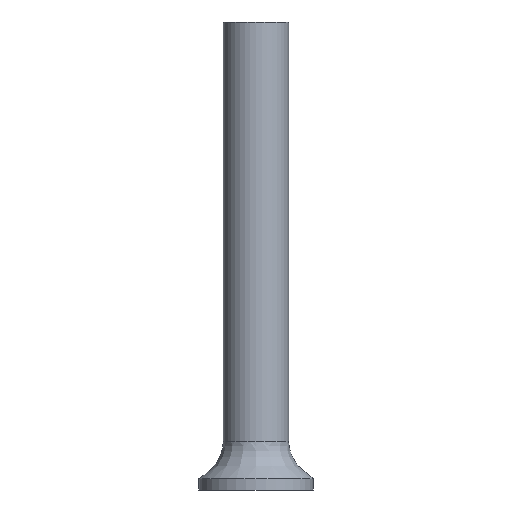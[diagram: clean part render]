
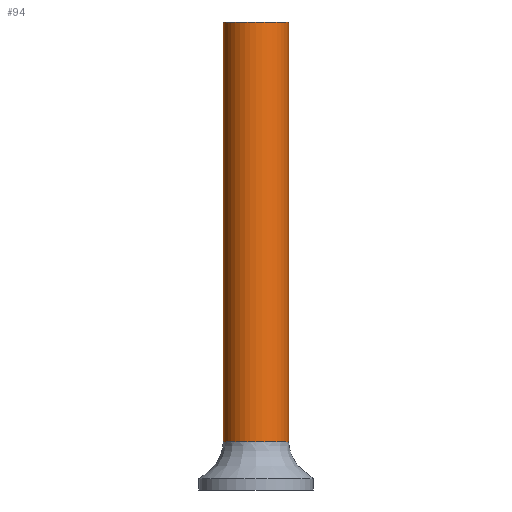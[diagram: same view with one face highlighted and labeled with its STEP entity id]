
A CAD part, front view. The second image highlights one B-rep face of the part: STEP entity #94.
In plain terms, the highlighted cylindrical face has radius 107.95 mm (diameter 215.9 mm), a full revolution.
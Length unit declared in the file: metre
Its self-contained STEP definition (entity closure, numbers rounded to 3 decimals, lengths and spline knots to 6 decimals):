
#20=ORIENTED_EDGE('',*,*,#34,.T.);
#21=ORIENTED_EDGE('',*,*,#35,.F.);
#34=EDGE_CURVE('',#42,#42,#50,.T.);
#35=EDGE_CURVE('',#43,#43,#51,.T.);
#42=VERTEX_POINT('',#165);
#43=VERTEX_POINT('',#168);
#50=CIRCLE('',#117,0.10795);
#51=CIRCLE('',#119,0.10795);
#60=EDGE_LOOP('',(#20));
#61=EDGE_LOOP('',(#21));
#76=FACE_BOUND('',#60,.T.);
#77=FACE_BOUND('',#61,.T.);
#89=CYLINDRICAL_SURFACE('',#118,0.10795);
#94=ADVANCED_FACE('',(#76,#77),#89,.T.);
#117=AXIS2_PLACEMENT_3D('',#164,#137,#138);
#118=AXIS2_PLACEMENT_3D('',#166,#139,#140);
#119=AXIS2_PLACEMENT_3D('',#167,#141,#142);
#137=DIRECTION('',(0.,0.,-1.));
#138=DIRECTION('',(-1.,0.,0.));
#139=DIRECTION('',(0.,0.,-1.));
#140=DIRECTION('',(-1.,0.,0.));
#141=DIRECTION('',(0.,0.,-1.));
#142=DIRECTION('',(-1.,0.,0.));
#164=CARTESIAN_POINT('',(0.,0.,1.101182));
#165=CARTESIAN_POINT('',(-0.10795,0.,1.101182));
#166=CARTESIAN_POINT('',(0.,0.,0.126411));
#167=CARTESIAN_POINT('',(0.,0.,-0.279377));
#168=CARTESIAN_POINT('',(-0.10795,0.,-0.279377));
